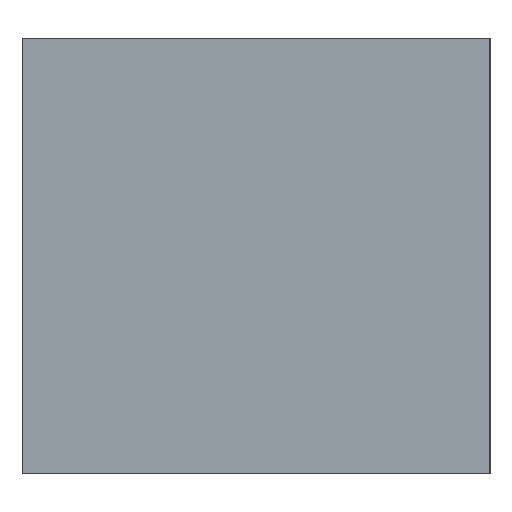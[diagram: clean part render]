
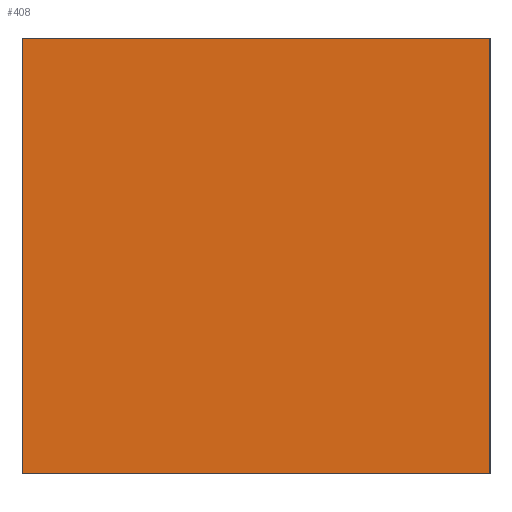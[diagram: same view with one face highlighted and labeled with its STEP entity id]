
A CAD part, left-side view. The second image highlights one B-rep face of the part: STEP entity #408.
In plain terms, the highlighted planar face has unit normal (-1, 0, 0).
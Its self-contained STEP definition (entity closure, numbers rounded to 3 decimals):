
#13 = CARTESIAN_POINT ( 'NONE',  ( -1.1, 0.725, 291599.972 ) ) ;
#42 = VECTOR ( 'NONE', #475, 1000. ) ;
#44 = VERTEX_POINT ( 'NONE', #463 ) ;
#60 = CARTESIAN_POINT ( 'NONE',  ( -1.1, 0.725, 1.35 ) ) ;
#79 = ORIENTED_EDGE ( 'NONE', *, *, #135, .T. ) ;
#83 = LINE ( 'NONE', #254, #496 ) ;
#86 = LINE ( 'NONE', #380, #198 ) ;
#87 = DIRECTION ( 'NONE',  ( 0., -1., 0. ) ) ;
#102 = DIRECTION ( 'NONE',  ( 0., 0., -1. ) ) ;
#112 = CARTESIAN_POINT ( 'NONE',  ( -1.1, 0.725, 1.35 ) ) ;
#128 = CARTESIAN_POINT ( 'NONE',  ( -1.1, -0.725, 1.35 ) ) ;
#135 = EDGE_CURVE ( 'NONE', #203, #391, #510, .T. ) ;
#184 = VECTOR ( 'NONE', #102, 1000. ) ;
#191 = ORIENTED_EDGE ( 'NONE', *, *, #196, .F. ) ;
#196 = EDGE_CURVE ( 'NONE', #203, #489, #457, .T. ) ;
#198 = VECTOR ( 'NONE', #87, 1000. ) ;
#203 = VERTEX_POINT ( 'NONE', #112 ) ;
#220 = DIRECTION ( 'NONE',  ( 0., 0., 1. ) ) ;
#254 = CARTESIAN_POINT ( 'NONE',  ( -1.1, -0.725, 291599.972 ) ) ;
#281 = EDGE_CURVE ( 'NONE', #489, #44, #83, .T. ) ;
#301 = PLANE ( 'NONE',  #444 ) ;
#322 = EDGE_LOOP ( 'NONE', ( #390, #191, #79, #516 ) ) ;
#332 = CARTESIAN_POINT ( 'NONE',  ( -1.1, 0.725, 0. ) ) ;
#380 = CARTESIAN_POINT ( 'NONE',  ( -1.1, 0.725, 0. ) ) ;
#390 = ORIENTED_EDGE ( 'NONE', *, *, #281, .F. ) ;
#391 = VERTEX_POINT ( 'NONE', #332 ) ;
#408 = ADVANCED_FACE ( 'NONE', ( #436 ), #301, .T. ) ;
#436 = FACE_OUTER_BOUND ( 'NONE', #322, .T. ) ;
#444 = AXIS2_PLACEMENT_3D ( 'NONE', #447, #499, #220 ) ;
#447 = CARTESIAN_POINT ( 'NONE',  ( -1.1, 0.725, 291599.972 ) ) ;
#457 = LINE ( 'NONE', #60, #42 ) ;
#463 = CARTESIAN_POINT ( 'NONE',  ( -1.1, -0.725, 0. ) ) ;
#475 = DIRECTION ( 'NONE',  ( 0., -1., 0. ) ) ;
#487 = DIRECTION ( 'NONE',  ( 0., 0., -1. ) ) ;
#489 = VERTEX_POINT ( 'NONE', #128 ) ;
#496 = VECTOR ( 'NONE', #487, 1000. ) ;
#499 = DIRECTION ( 'NONE',  ( -1., 0., 0. ) ) ;
#506 = EDGE_CURVE ( 'NONE', #391, #44, #86, .T. ) ;
#510 = LINE ( 'NONE', #13, #184 ) ;
#516 = ORIENTED_EDGE ( 'NONE', *, *, #506, .T. ) ;
